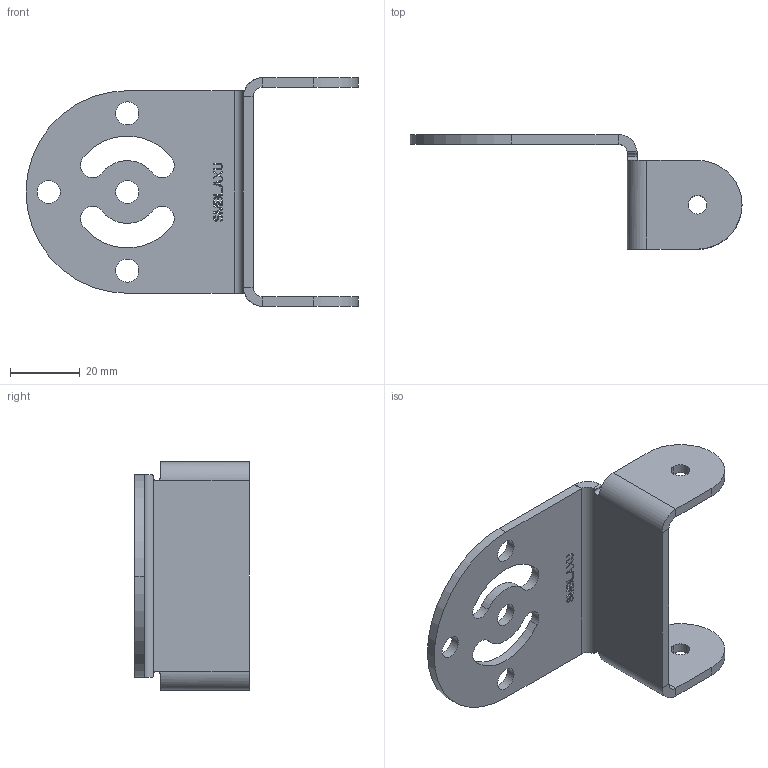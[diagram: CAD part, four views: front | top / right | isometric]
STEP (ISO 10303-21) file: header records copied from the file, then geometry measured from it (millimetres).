
FILE_DESCRIPTION((''),'2;1');
FILE_NAME('155384_SW','2011-05-05T',('banengservice'),('BANNER ENGINEERING'),'PRO/ENGINEER BY PARAMETRIC TECHNOLOGY CORPORATION, 2009141','PRO/ENGINEER BY PARAMETRIC TECHNOLOGY CORPORATION, 2009141','');
FILE_SCHEMA(('CONFIG_CONTROL_DESIGN'));
Length unit declared in the file: inch
Products named in the file (1): 155384_SW
Bounding box: 95.03 x 32.81 x 65.54 mm (x, y, z)
Volume: 16446.9 mm3; surface area: 13915.8 mm2
Topology: 4 solids, 4 shells, 230 faces, 646 edges, 424 vertices
Faces by surface type: plane 194, cylinder 34, bspline 2
Entity records: 7486 total; most frequent: CARTESIAN_POINT 1412, ORIENTED_EDGE 1292, DIRECTION 1166, EDGE_CURVE 646, VECTOR 566, LINE 566, VERTEX_POINT 424, AXIS2_PLACEMENT_3D 300
